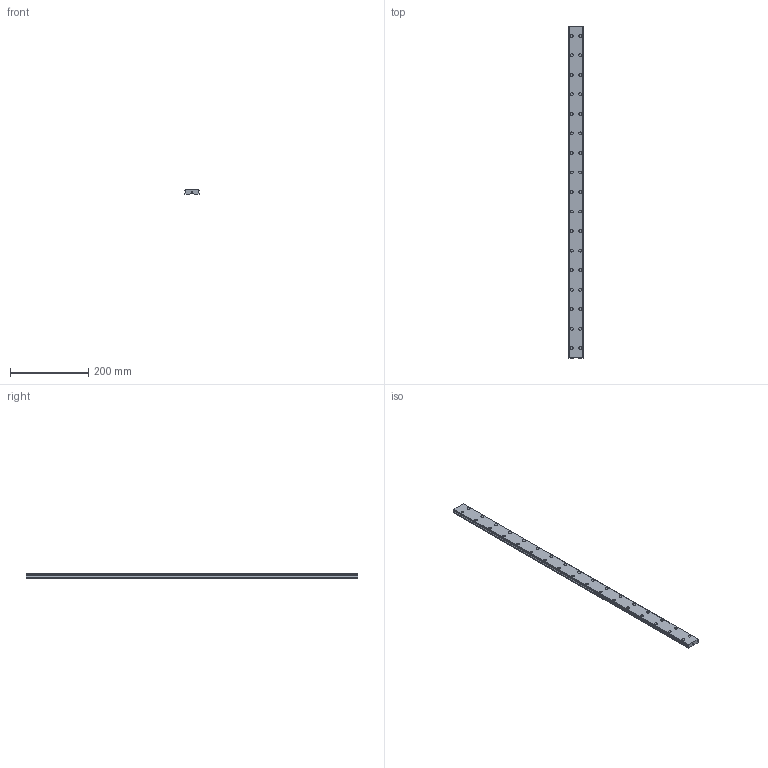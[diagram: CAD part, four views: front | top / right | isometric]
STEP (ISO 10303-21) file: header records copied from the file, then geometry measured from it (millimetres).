
FILE_DESCRIPTION(('STEP AP214'),'1');
FILE_NAME('cctmp_33B7E895-D1AB-4DFF-A3C6-F1BAE8F9E14E_2021_03_03_12_58_35_0995..stp','2021-03-03T11:58:36',('HIWIN GmbH'),('CADClick - www.CADClick.com'),'Spatial InterOp 3D',' ','unknown authorization');
FILE_SCHEMA(('AUTOMOTIVE_DESIGN'));
Length unit declared in the file: millimetre
Products named in the file (1): WER21R850H_FILE
Bounding box: 37 x 850 x 11 mm (x, y, z)
Volume: 314995 mm3; surface area: 92517.7 mm2
Topology: 1 solids, 1 shells, 409 faces, 903 edges, 602 vertices
Faces by surface type: cylinder 222, plane 187
Entity records: 14757 total; most frequent: DIRECTION 2167, CARTESIAN_POINT 1915, ORIENTED_EDGE 1806, EDGE_CURVE 903, AXIS2_PLACEMENT_3D 854, VERTEX_POINT 602, EDGE_LOOP 515, LINE 459
